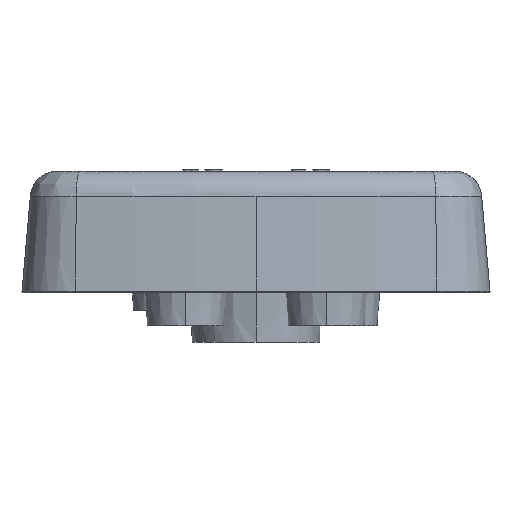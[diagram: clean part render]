
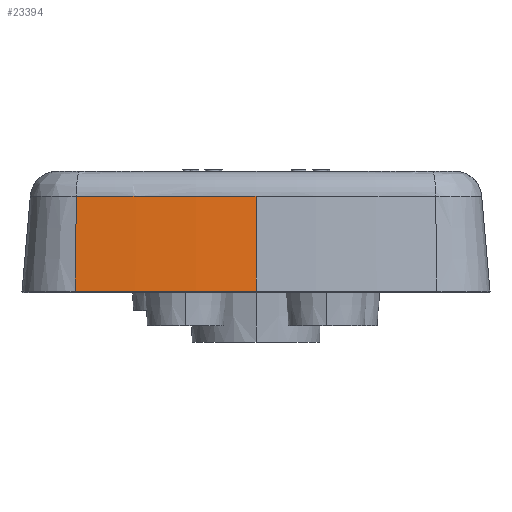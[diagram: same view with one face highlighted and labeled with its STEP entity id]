
A CAD part, front view. The second image highlights one B-rep face of the part: STEP entity #23394.
In plain terms, the highlighted conical face has half-angle 5 degrees and reference radius 182.518 mm.
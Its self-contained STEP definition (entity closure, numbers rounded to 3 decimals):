
#6138=AXIS2_PLACEMENT_3D('Circle Axis2P3D',#6136,#6137,$) ;
#23367=AXIS2_PLACEMENT_3D('Cone Axis2P3D',#23364,#23365,#23366) ;
#23385=AXIS2_PLACEMENT_3D('Circle Axis2P3D',#23383,#23384,$) ;
#6133=CARTESIAN_POINT('Vertex',(6.737,2.401,18.096)) ;
#6136=CARTESIAN_POINT('Axis2P3D Location',(29.033,183.033,18.096)) ;
#6140=CARTESIAN_POINT('Vertex',(29.033,1.031,18.096)) ;
#23364=CARTESIAN_POINT('Axis2P3D Location',(29.033,183.033,12.207)) ;
#23369=CARTESIAN_POINT('Line Origine',(29.033,-43486.097,-497042.046)) ;
#23373=CARTESIAN_POINT('Vertex',(29.033,0.,6.317)) ;
#23376=CARTESIAN_POINT('Line Origine',(-5320.746,-43157.165,-497042.046)) ;
#23380=CARTESIAN_POINT('Vertex',(6.611,1.379,6.317)) ;
#23383=CARTESIAN_POINT('Axis2P3D Location',(29.033,183.033,6.317)) ;
#6137=DIRECTION('Axis2P3D Direction',(0.,-0.,1.)) ;
#23365=DIRECTION('Axis2P3D Direction',(0.,0.,-1.)) ;
#23366=DIRECTION('Axis2P3D XDirection',(0.,-1.,0.)) ;
#23370=DIRECTION('Vector Direction',(0.,-0.087,-0.996)) ;
#23377=DIRECTION('Vector Direction',(-0.011,-0.086,-0.996)) ;
#23384=DIRECTION('Axis2P3D Direction',(0.,0.,-1.)) ;
#23371=VECTOR('Line Direction',#23370,1.) ;
#23378=VECTOR('Line Direction',#23377,1.) ;
#23389=ORIENTED_EDGE('',*,*,#23375,.F.) ;
#23390=ORIENTED_EDGE('',*,*,#6142,.F.) ;
#23391=ORIENTED_EDGE('',*,*,#23382,.T.) ;
#23392=ORIENTED_EDGE('',*,*,#23387,.F.) ;
#23394=ADVANCED_FACE('CABTITE EP 24/16 GY',(#23393),#23368,.T.) ;
#6139=CIRCLE('generated circle',#6138,182.003) ;
#23386=CIRCLE('generated circle',#23385,183.033) ;
#23368=CONICAL_SURFACE('Cone',#23367,182.518,0.087) ;
#6142=EDGE_CURVE('',#6134,#6141,#6139,.T.) ;
#23375=EDGE_CURVE('',#6141,#23374,#23372,.T.) ;
#23382=EDGE_CURVE('',#6134,#23381,#23379,.T.) ;
#23387=EDGE_CURVE('',#23374,#23381,#23386,.T.) ;
#23388=EDGE_LOOP('',(#23389,#23390,#23391,#23392)) ;
#23393=FACE_OUTER_BOUND('',#23388,.T.) ;
#23372=LINE('Line',#23369,#23371) ;
#23379=LINE('Line',#23376,#23378) ;
#6134=VERTEX_POINT('',#6133) ;
#6141=VERTEX_POINT('',#6140) ;
#23374=VERTEX_POINT('',#23373) ;
#23381=VERTEX_POINT('',#23380) ;
